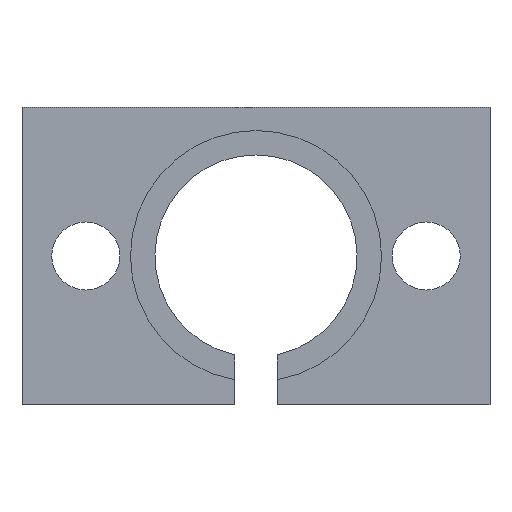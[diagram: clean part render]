
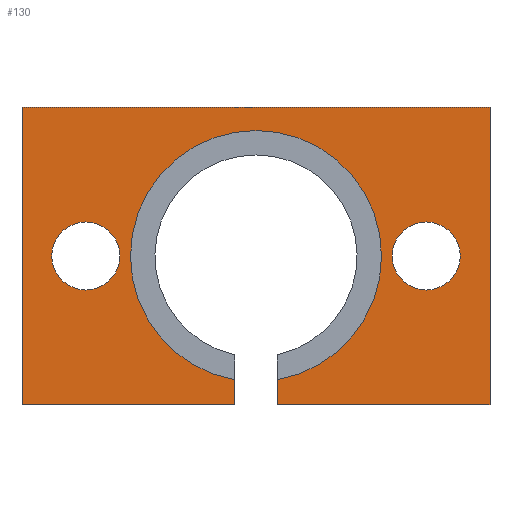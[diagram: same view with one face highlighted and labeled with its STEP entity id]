
A CAD part, front view. The second image highlights one B-rep face of the part: STEP entity #130.
In plain terms, the highlighted planar face has unit normal (0, -1, 0).
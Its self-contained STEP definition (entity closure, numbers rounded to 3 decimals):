
#1 = VERTEX_POINT ( 'NONE', #197 ) ;
#18 = VERTEX_POINT ( 'NONE', #414 ) ;
#21 = VERTEX_POINT ( 'NONE', #509 ) ;
#27 = CARTESIAN_POINT ( 'NONE',  ( 0., 0., 0. ) ) ;
#33 = ORIENTED_EDGE ( 'NONE', *, *, #191, .F. ) ;
#35 = FACE_OUTER_BOUND ( 'NONE', #381, .T. ) ;
#39 = DIRECTION ( 'NONE',  ( 0., -1., 0. ) ) ;
#41 = CARTESIAN_POINT ( 'NONE',  ( -11., 0., -7. ) ) ;
#50 = AXIS2_PLACEMENT_3D ( 'NONE', #502, #39, #267 ) ;
#74 = ORIENTED_EDGE ( 'NONE', *, *, #151, .T. ) ;
#75 = EDGE_CURVE ( 'NONE', #630, #21, #523, .T. ) ;
#79 = PLANE ( 'NONE',  #109 ) ;
#87 = CIRCLE ( 'NONE', #470, 1.6 ) ;
#90 = VECTOR ( 'NONE', #180, 1000. ) ;
#91 = CARTESIAN_POINT ( 'NONE',  ( 0., 0., 5.9 ) ) ;
#100 = CARTESIAN_POINT ( 'NONE',  ( -8., 0., 0. ) ) ;
#106 = EDGE_CURVE ( 'NONE', #573, #444, #591, .T. ) ;
#109 = AXIS2_PLACEMENT_3D ( 'NONE', #27, #192, #545 ) ;
#115 = ORIENTED_EDGE ( 'NONE', *, *, #75, .T. ) ;
#117 = CARTESIAN_POINT ( 'NONE',  ( 1., 0., -7. ) ) ;
#121 = LINE ( 'NONE', #589, #248 ) ;
#123 = CIRCLE ( 'NONE', #212, 1.6 ) ;
#124 = VECTOR ( 'NONE', #487, 1000. ) ;
#130 = ADVANCED_FACE ( 'NONE', ( #440, #454, #35 ), #79, .F. ) ;
#131 = DIRECTION ( 'NONE',  ( 1., 0., 0. ) ) ;
#140 = DIRECTION ( 'NONE',  ( 0., 1., 0. ) ) ;
#142 = VERTEX_POINT ( 'NONE', #91 ) ;
#147 = DIRECTION ( 'NONE',  ( 0., 1., 0. ) ) ;
#151 = EDGE_CURVE ( 'NONE', #21, #630, #123, .T. ) ;
#160 = CARTESIAN_POINT ( 'NONE',  ( -1., 0., 0. ) ) ;
#161 = ORIENTED_EDGE ( 'NONE', *, *, #450, .F. ) ;
#172 = CARTESIAN_POINT ( 'NONE',  ( 11., 0., 7. ) ) ;
#174 = VECTOR ( 'NONE', #563, 1000. ) ;
#176 = EDGE_CURVE ( 'NONE', #142, #285, #574, .T. ) ;
#179 = CIRCLE ( 'NONE', #50, 5.9 ) ;
#180 = DIRECTION ( 'NONE',  ( -1., 0., 0. ) ) ;
#191 = EDGE_CURVE ( 'NONE', #241, #379, #289, .T. ) ;
#192 = DIRECTION ( 'NONE',  ( 0., 1., 0. ) ) ;
#197 = CARTESIAN_POINT ( 'NONE',  ( -1., 0., -7. ) ) ;
#200 = DIRECTION ( 'NONE',  ( 0., 0., 1. ) ) ;
#212 = AXIS2_PLACEMENT_3D ( 'NONE', #644, #301, #251 ) ;
#220 = DIRECTION ( 'NONE',  ( 0., 1., 0. ) ) ;
#221 = AXIS2_PLACEMENT_3D ( 'NONE', #602, #140, #240 ) ;
#223 = ORIENTED_EDGE ( 'NONE', *, *, #106, .F. ) ;
#226 = EDGE_CURVE ( 'NONE', #593, #573, #552, .T. ) ;
#228 = LINE ( 'NONE', #531, #90 ) ;
#240 = DIRECTION ( 'NONE',  ( 0., 0., 1. ) ) ;
#241 = VERTEX_POINT ( 'NONE', #622 ) ;
#243 = ORIENTED_EDGE ( 'NONE', *, *, #616, .T. ) ;
#245 = AXIS2_PLACEMENT_3D ( 'NONE', #266, #147, #200 ) ;
#246 = VECTOR ( 'NONE', #265, 1000. ) ;
#248 = VECTOR ( 'NONE', #629, 1000. ) ;
#250 = CIRCLE ( 'NONE', #221, 1.6 ) ;
#251 = DIRECTION ( 'NONE',  ( 0., 0., 1. ) ) ;
#257 = CARTESIAN_POINT ( 'NONE',  ( -11., 0., -7. ) ) ;
#265 = DIRECTION ( 'NONE',  ( 0., 0., 1. ) ) ;
#266 = CARTESIAN_POINT ( 'NONE',  ( 8., 0., 0. ) ) ;
#267 = DIRECTION ( 'NONE',  ( 0., 0., 1. ) ) ;
#269 = LINE ( 'NONE', #160, #174 ) ;
#277 = ORIENTED_EDGE ( 'NONE', *, *, #226, .F. ) ;
#284 = CARTESIAN_POINT ( 'NONE',  ( -8., 0., -1.6 ) ) ;
#285 = VERTEX_POINT ( 'NONE', #363 ) ;
#289 = LINE ( 'NONE', #41, #124 ) ;
#290 = VECTOR ( 'NONE', #343, 1000. ) ;
#293 = EDGE_CURVE ( 'NONE', #18, #369, #87, .T. ) ;
#296 = EDGE_CURVE ( 'NONE', #1, #285, #269, .T. ) ;
#301 = DIRECTION ( 'NONE',  ( 0., 1., 0. ) ) ;
#306 = DIRECTION ( 'NONE',  ( 0., 0., 1. ) ) ;
#343 = DIRECTION ( 'NONE',  ( 0., 0., -1. ) ) ;
#363 = CARTESIAN_POINT ( 'NONE',  ( -1., 0., -5.815 ) ) ;
#369 = VERTEX_POINT ( 'NONE', #284 ) ;
#379 = VERTEX_POINT ( 'NONE', #117 ) ;
#381 = EDGE_LOOP ( 'NONE', ( #580, #243, #33, #161, #223, #277, #651, #486, #526 ) ) ;
#396 = CARTESIAN_POINT ( 'NONE',  ( -11., 0., 7. ) ) ;
#399 = CARTESIAN_POINT ( 'NONE',  ( -11., 0., 7. ) ) ;
#401 = VERTEX_POINT ( 'NONE', #626 ) ;
#409 = AXIS2_PLACEMENT_3D ( 'NONE', #491, #653, #306 ) ;
#411 = LINE ( 'NONE', #495, #290 ) ;
#414 = CARTESIAN_POINT ( 'NONE',  ( -8., 0., 1.6 ) ) ;
#440 = FACE_BOUND ( 'NONE', #590, .T. ) ;
#444 = VERTEX_POINT ( 'NONE', #172 ) ;
#450 = EDGE_CURVE ( 'NONE', #444, #241, #121, .T. ) ;
#454 = FACE_BOUND ( 'NONE', #473, .T. ) ;
#462 = EDGE_CURVE ( 'NONE', #1, #593, #228, .T. ) ;
#470 = AXIS2_PLACEMENT_3D ( 'NONE', #100, #220, #516 ) ;
#472 = ORIENTED_EDGE ( 'NONE', *, *, #293, .T. ) ;
#473 = EDGE_LOOP ( 'NONE', ( #472, #606 ) ) ;
#486 = ORIENTED_EDGE ( 'NONE', *, *, #296, .T. ) ;
#487 = DIRECTION ( 'NONE',  ( -1., 0., 0. ) ) ;
#491 = CARTESIAN_POINT ( 'NONE',  ( 0., 0., 0. ) ) ;
#495 = CARTESIAN_POINT ( 'NONE',  ( 1., 0., 0. ) ) ;
#502 = CARTESIAN_POINT ( 'NONE',  ( 0., 0., 0. ) ) ;
#509 = CARTESIAN_POINT ( 'NONE',  ( 8., 0., -1.6 ) ) ;
#516 = DIRECTION ( 'NONE',  ( 0., 0., 1. ) ) ;
#523 = CIRCLE ( 'NONE', #245, 1.6 ) ;
#526 = ORIENTED_EDGE ( 'NONE', *, *, #176, .F. ) ;
#531 = CARTESIAN_POINT ( 'NONE',  ( -11., 0., -7. ) ) ;
#545 = DIRECTION ( 'NONE',  ( 0., 0., 1. ) ) ;
#552 = LINE ( 'NONE', #611, #246 ) ;
#563 = DIRECTION ( 'NONE',  ( 0., 0., 1. ) ) ;
#573 = VERTEX_POINT ( 'NONE', #396 ) ;
#574 = CIRCLE ( 'NONE', #409, 5.9 ) ;
#580 = ORIENTED_EDGE ( 'NONE', *, *, #642, .F. ) ;
#589 = CARTESIAN_POINT ( 'NONE',  ( 11., 0., -7. ) ) ;
#590 = EDGE_LOOP ( 'NONE', ( #115, #74 ) ) ;
#591 = LINE ( 'NONE', #399, #633 ) ;
#593 = VERTEX_POINT ( 'NONE', #257 ) ;
#602 = CARTESIAN_POINT ( 'NONE',  ( -8., 0., 0. ) ) ;
#606 = ORIENTED_EDGE ( 'NONE', *, *, #634, .T. ) ;
#609 = CARTESIAN_POINT ( 'NONE',  ( 8., 0., 1.6 ) ) ;
#611 = CARTESIAN_POINT ( 'NONE',  ( -11., 0., -7. ) ) ;
#616 = EDGE_CURVE ( 'NONE', #401, #379, #411, .T. ) ;
#622 = CARTESIAN_POINT ( 'NONE',  ( 11., 0., -7. ) ) ;
#626 = CARTESIAN_POINT ( 'NONE',  ( 1., 0., -5.815 ) ) ;
#629 = DIRECTION ( 'NONE',  ( 0., 0., -1. ) ) ;
#630 = VERTEX_POINT ( 'NONE', #609 ) ;
#633 = VECTOR ( 'NONE', #131, 1000. ) ;
#634 = EDGE_CURVE ( 'NONE', #369, #18, #250, .T. ) ;
#642 = EDGE_CURVE ( 'NONE', #401, #142, #179, .T. ) ;
#644 = CARTESIAN_POINT ( 'NONE',  ( 8., 0., 0. ) ) ;
#651 = ORIENTED_EDGE ( 'NONE', *, *, #462, .F. ) ;
#653 = DIRECTION ( 'NONE',  ( 0., -1., 0. ) ) ;
